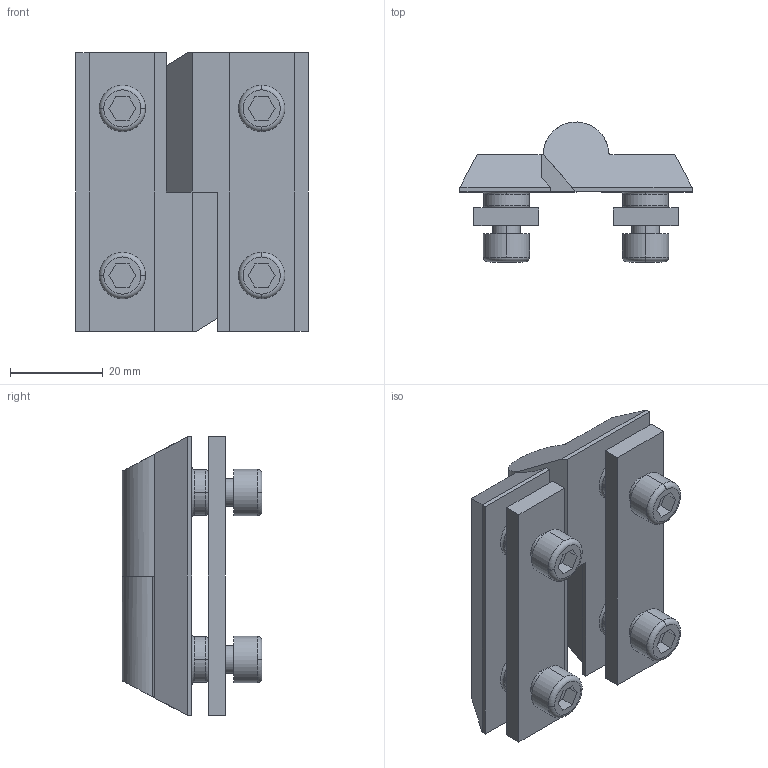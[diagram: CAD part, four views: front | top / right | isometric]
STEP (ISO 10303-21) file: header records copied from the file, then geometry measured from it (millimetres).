
FILE_DESCRIPTION (( 'STEP AP214' ), '1' );
FILE_NAME ('3599.4.0.001.STEP', '2021-09-21T10:23:37', ( '' ), ( '' ), 'SwSTEP 2.0', 'SolidWorks 2019', '' );
FILE_SCHEMA (( 'AUTOMOTIVE_DESIGN' ));
Length unit declared in the file: millimetre
Products named in the file (1): 3599.4.0.001
Bounding box: 50 x 30.1 x 60 mm (x, y, z)
Volume: 31699 mm3; surface area: 18279.3 mm2
Topology: 9 solids, 9 shells, 372 faces, 833 edges, 544 vertices
Faces by surface type: plane 274, cylinder 58, torus 24, cone 16
Entity records: 10469 total; most frequent: DIRECTION 1855, CARTESIAN_POINT 1768, ORIENTED_EDGE 1666, EDGE_CURVE 833, AXIS2_PLACEMENT_3D 655, LINE 545, VECTOR 545, VERTEX_POINT 544
